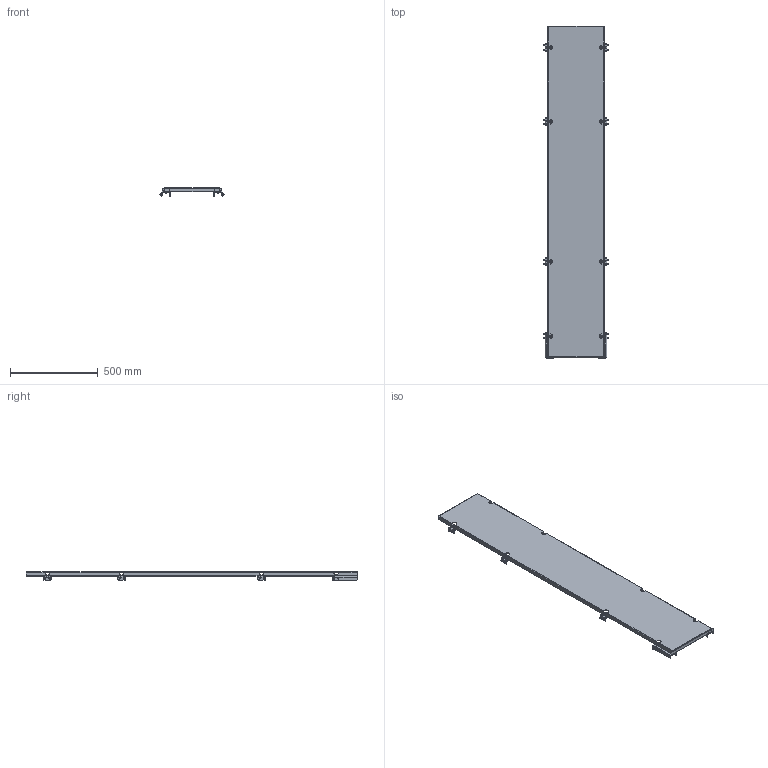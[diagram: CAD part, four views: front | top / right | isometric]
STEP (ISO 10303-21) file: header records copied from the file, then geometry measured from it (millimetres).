
FILE_DESCRIPTION(('STEP AP214'),'1');
FILE_NAME('cctmp_8A2C5546-02E4-400E-B961-2FE42C2BC973_2024_05_06_11_39_55_0443..stp','2024-05-06T09:39:56',('SIEMENS A&D'),('CADClick - www.CADClick.com'),'Spatial InterOp 3D',' ','unknown authorization');
FILE_SCHEMA(('AUTOMOTIVE_DESIGN'));
Length unit declared in the file: millimetre
Products named in the file (34): cc_unnamed; 2024_05_06_11_39_55_0428; 2024_05_06_11_39_55_0396; 2024_05_06_11_39_55_0365; 2024_05_06_11_39_55_0334; 2024_05_06_11_39_55_0271; 2024_05_06_11_39_55_0240; 2024_05_06_11_39_55_0209; 2024_05_06_11_39_55_0178; 2024_05_06_11_39_55_0115; 2024_05_06_11_39_55_0084; 2024_05_06_11_39_55_0053; 2024_05_06_11_39_55_0021; 2024_05_06_11_39_54_0959; 2024_05_06_11_39_54_0928; 2024_05_06_11_39_54_0896; 2024_05_06_11_39_54_0865; 2024_05_06_11_39_54_0803; 2024_05_06_11_39_54_0771; 2024_05_06_11_39_54_0740; 2024_05_06_11_39_54_0709; 2024_05_06_11_39_54_0646; 2024_05_06_11_39_54_0615; 2024_05_06_11_39_54_0584; 2024_05_06_11_39_54_0553; 2024_05_06_11_39_54_0490; 2024_05_06_11_39_54_0459; 2024_05_06_11_39_54_0428; 2024_05_06_11_39_54_0396; 2024_05_06_11_39_54_0334; 2024_05_06_11_39_54_0303; 2024_05_06_11_39_54_0271; 2024_05_06_11_39_54_0226; 2024_05_06_11_39_54_0164
Assembly tree (33 placements, depth 2):
  cc_unnamed
    2024_05_06_11_39_55_0428
    2024_05_06_11_39_55_0396
    2024_05_06_11_39_55_0365
    2024_05_06_11_39_55_0334
    2024_05_06_11_39_55_0271
    2024_05_06_11_39_55_0240
    2024_05_06_11_39_55_0209
    2024_05_06_11_39_55_0178
    2024_05_06_11_39_55_0115
    2024_05_06_11_39_55_0084
    2024_05_06_11_39_55_0053
    2024_05_06_11_39_55_0021
    2024_05_06_11_39_54_0959
    2024_05_06_11_39_54_0928
    2024_05_06_11_39_54_0896
    2024_05_06_11_39_54_0865
    2024_05_06_11_39_54_0803
    2024_05_06_11_39_54_0771
    2024_05_06_11_39_54_0740
    2024_05_06_11_39_54_0709
    2024_05_06_11_39_54_0646
    2024_05_06_11_39_54_0615
    2024_05_06_11_39_54_0584
    2024_05_06_11_39_54_0553
    2024_05_06_11_39_54_0490
    2024_05_06_11_39_54_0459
    2024_05_06_11_39_54_0428
    2024_05_06_11_39_54_0396
    2024_05_06_11_39_54_0334
    2024_05_06_11_39_54_0303
    2024_05_06_11_39_54_0271
    2024_05_06_11_39_54_0226
    2024_05_06_11_39_54_0164
Bounding box: 366 x 1897 x 46 mm (x, y, z)
Volume: 1643063.7 mm3; surface area: 1656634.9 mm2
Topology: 33 solids, 33 shells, 750 faces, 1852 edges, 1152 vertices
Faces by surface type: cylinder 356, plane 298, cone 96
Entity records: 29503 total; most frequent: DIRECTION 4236, CARTESIAN_POINT 3788, ORIENTED_EDGE 3704, EDGE_CURVE 1852, AXIS2_PLACEMENT_3D 1600, VERTEX_POINT 1152, LINE 1036, VECTOR 1036
